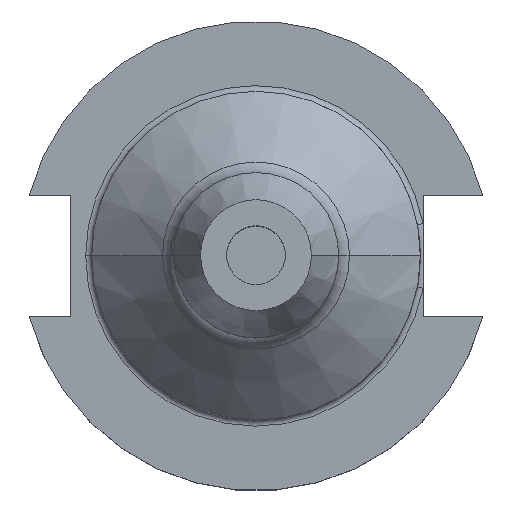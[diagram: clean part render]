
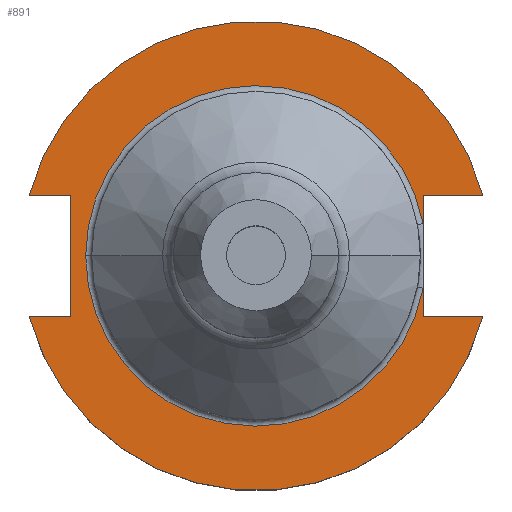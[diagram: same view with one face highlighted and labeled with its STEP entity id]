
A CAD part, top view. The second image highlights one B-rep face of the part: STEP entity #891.
In plain terms, the highlighted planar face has unit normal (0, 0, 1).
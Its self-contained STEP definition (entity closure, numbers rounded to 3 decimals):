
#1 = EDGE_CURVE ( 'NONE', #1224, #424, #1440, .T. ) ;
#26 = ORIENTED_EDGE ( 'NONE', *, *, #1, .F. ) ;
#34 = CARTESIAN_POINT ( 'NONE',  ( 30.675, 8.191, 19.05 ) ) ;
#54 = VERTEX_POINT ( 'NONE', #34 ) ;
#71 = DIRECTION ( 'NONE',  ( 1., 0., 0. ) ) ;
#88 = CARTESIAN_POINT ( 'NONE',  ( 22.606, 4.373, 19.05 ) ) ;
#113 = DIRECTION ( 'NONE',  ( 0., 0., 1. ) ) ;
#116 = VERTEX_POINT ( 'NONE', #1163 ) ;
#123 = CARTESIAN_POINT ( 'NONE',  ( 0., 0., 19.05 ) ) ;
#139 = VERTEX_POINT ( 'NONE', #88 ) ;
#167 = ORIENTED_EDGE ( 'NONE', *, *, #848, .T. ) ;
#170 = CIRCLE ( 'NONE', #522, 23.025 ) ;
#186 = LINE ( 'NONE', #676, #1594 ) ;
#188 = DIRECTION ( 'NONE',  ( 1., 0., 0. ) ) ;
#194 = ORIENTED_EDGE ( 'NONE', *, *, #546, .F. ) ;
#197 = CARTESIAN_POINT ( 'NONE',  ( 22.606, -4.373, 19.05 ) ) ;
#214 = EDGE_CURVE ( 'NONE', #54, #1768, #1546, .T. ) ;
#220 = ORIENTED_EDGE ( 'NONE', *, *, #1452, .T. ) ;
#241 = DIRECTION ( 'NONE',  ( 0., -1., 0. ) ) ;
#256 = DIRECTION ( 'NONE',  ( -1., 0., 0. ) ) ;
#297 = CARTESIAN_POINT ( 'NONE',  ( -30.675, 8.191, 19.05 ) ) ;
#311 = CARTESIAN_POINT ( 'NONE',  ( -61.091, -8.191, 19.05 ) ) ;
#344 = EDGE_CURVE ( 'NONE', #116, #590, #1743, .T. ) ;
#361 = VECTOR ( 'NONE', #1328, 1000. ) ;
#364 = VERTEX_POINT ( 'NONE', #436 ) ;
#409 = DIRECTION ( 'NONE',  ( 0., 0., -1. ) ) ;
#412 = EDGE_LOOP ( 'NONE', ( #1566, #1061, #733, #167, #961, #1485, #463, #1584, #26, #220, #194 ) ) ;
#424 = VERTEX_POINT ( 'NONE', #734 ) ;
#436 = CARTESIAN_POINT ( 'NONE',  ( 30.675, -8.191, 19.05 ) ) ;
#446 = CARTESIAN_POINT ( 'NONE',  ( 0., 0., 19.05 ) ) ;
#463 = ORIENTED_EDGE ( 'NONE', *, *, #766, .T. ) ;
#477 = CARTESIAN_POINT ( 'NONE',  ( 22.606, 8.191, 19.05 ) ) ;
#490 = CARTESIAN_POINT ( 'NONE',  ( -30.675, -8.191, 19.05 ) ) ;
#515 = CARTESIAN_POINT ( 'NONE',  ( 22.606, 22.225, 19.05 ) ) ;
#522 = AXIS2_PLACEMENT_3D ( 'NONE', #1220, #409, #1355 ) ;
#525 = DIRECTION ( 'NONE',  ( 0., 0., -1. ) ) ;
#546 = EDGE_CURVE ( 'NONE', #116, #364, #697, .T. ) ;
#575 = DIRECTION ( 'NONE',  ( 0., 1., 0. ) ) ;
#590 = VERTEX_POINT ( 'NONE', #197 ) ;
#676 = CARTESIAN_POINT ( 'NONE',  ( 0., 8.191, 19.05 ) ) ;
#697 = LINE ( 'NONE', #1555, #1378 ) ;
#719 = VECTOR ( 'NONE', #241, 1000. ) ;
#724 = AXIS2_PLACEMENT_3D ( 'NONE', #446, #881, #750 ) ;
#725 = LINE ( 'NONE', #515, #361 ) ;
#733 = ORIENTED_EDGE ( 'NONE', *, *, #1054, .T. ) ;
#734 = CARTESIAN_POINT ( 'NONE',  ( -25.091, -8.191, 19.05 ) ) ;
#746 = CARTESIAN_POINT ( 'NONE',  ( 22.606, 22.225, 19.05 ) ) ;
#750 = DIRECTION ( 'NONE',  ( 1., 0., 0. ) ) ;
#763 = VECTOR ( 'NONE', #71, 1000. ) ;
#766 = EDGE_CURVE ( 'NONE', #1768, #1530, #1765, .T. ) ;
#779 = VERTEX_POINT ( 'NONE', #477 ) ;
#818 = DIRECTION ( 'NONE',  ( -1., 0., 0. ) ) ;
#848 = EDGE_CURVE ( 'NONE', #139, #779, #725, .T. ) ;
#866 = CIRCLE ( 'NONE', #1674, 31.75 ) ;
#878 = CARTESIAN_POINT ( 'NONE',  ( -61.091, 8.191, 19.05 ) ) ;
#881 = DIRECTION ( 'NONE',  ( 0., 0., 1. ) ) ;
#891 = ADVANCED_FACE ( 'NONE', ( #1754 ), #1608, .F. ) ;
#892 = EDGE_CURVE ( 'NONE', #590, #1690, #1385, .T. ) ;
#920 = CARTESIAN_POINT ( 'NONE',  ( 0., 0., 19.05 ) ) ;
#961 = ORIENTED_EDGE ( 'NONE', *, *, #1433, .F. ) ;
#1000 = VECTOR ( 'NONE', #575, 1000. ) ;
#1049 = CARTESIAN_POINT ( 'NONE',  ( -25.091, 8.191, 19.05 ) ) ;
#1054 = EDGE_CURVE ( 'NONE', #1690, #139, #170, .T. ) ;
#1061 = ORIENTED_EDGE ( 'NONE', *, *, #892, .T. ) ;
#1062 = DIRECTION ( 'NONE',  ( 1., 0., 0. ) ) ;
#1069 = DIRECTION ( 'NONE',  ( 0., 0., -1. ) ) ;
#1072 = VECTOR ( 'NONE', #188, 1000. ) ;
#1077 = LINE ( 'NONE', #1049, #719 ) ;
#1093 = CARTESIAN_POINT ( 'NONE',  ( -23.025, 0., 19.05 ) ) ;
#1101 = AXIS2_PLACEMENT_3D ( 'NONE', #123, #1069, #256 ) ;
#1163 = CARTESIAN_POINT ( 'NONE',  ( 22.606, -8.191, 19.05 ) ) ;
#1192 = AXIS2_PLACEMENT_3D ( 'NONE', #1332, #525, #1480 ) ;
#1220 = CARTESIAN_POINT ( 'NONE',  ( 0., 0., 19.05 ) ) ;
#1224 = VERTEX_POINT ( 'NONE', #490 ) ;
#1272 = DIRECTION ( 'NONE',  ( 1., 0., 0. ) ) ;
#1301 = EDGE_CURVE ( 'NONE', #1530, #424, #1077, .T. ) ;
#1328 = DIRECTION ( 'NONE',  ( 0., 1., 0. ) ) ;
#1332 = CARTESIAN_POINT ( 'NONE',  ( 0., 22.225, 19.05 ) ) ;
#1345 = CARTESIAN_POINT ( 'NONE',  ( -25.091, 8.191, 19.05 ) ) ;
#1355 = DIRECTION ( 'NONE',  ( -1., 0., 0. ) ) ;
#1378 = VECTOR ( 'NONE', #1272, 1000. ) ;
#1385 = CIRCLE ( 'NONE', #1101, 23.025 ) ;
#1433 = EDGE_CURVE ( 'NONE', #54, #779, #186, .T. ) ;
#1440 = LINE ( 'NONE', #311, #1072 ) ;
#1452 = EDGE_CURVE ( 'NONE', #1224, #364, #866, .T. ) ;
#1480 = DIRECTION ( 'NONE',  ( -1., 0., 0. ) ) ;
#1485 = ORIENTED_EDGE ( 'NONE', *, *, #214, .T. ) ;
#1530 = VERTEX_POINT ( 'NONE', #1345 ) ;
#1546 = CIRCLE ( 'NONE', #724, 31.75 ) ;
#1555 = CARTESIAN_POINT ( 'NONE',  ( 0., -8.191, 19.05 ) ) ;
#1566 = ORIENTED_EDGE ( 'NONE', *, *, #344, .T. ) ;
#1584 = ORIENTED_EDGE ( 'NONE', *, *, #1301, .T. ) ;
#1594 = VECTOR ( 'NONE', #818, 1000. ) ;
#1608 = PLANE ( 'NONE',  #1192 ) ;
#1674 = AXIS2_PLACEMENT_3D ( 'NONE', #920, #113, #1062 ) ;
#1690 = VERTEX_POINT ( 'NONE', #1093 ) ;
#1743 = LINE ( 'NONE', #746, #1000 ) ;
#1754 = FACE_OUTER_BOUND ( 'NONE', #412, .T. ) ;
#1765 = LINE ( 'NONE', #878, #763 ) ;
#1768 = VERTEX_POINT ( 'NONE', #297 ) ;
